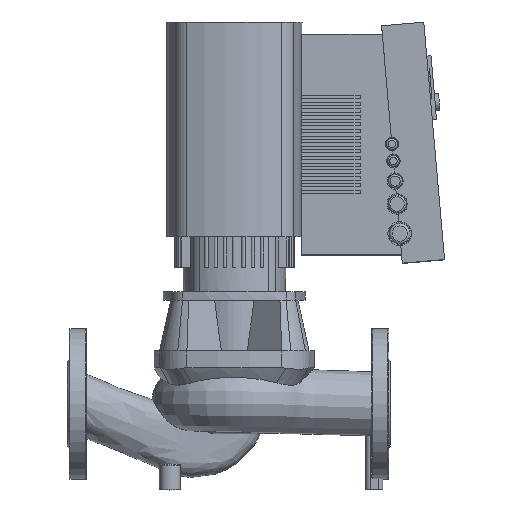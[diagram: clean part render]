
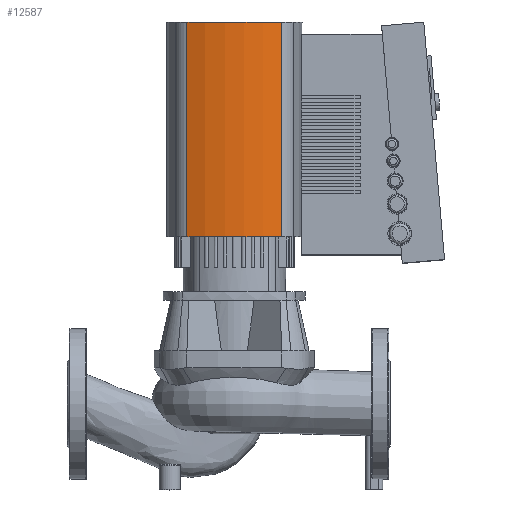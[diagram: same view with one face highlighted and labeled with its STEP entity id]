
A CAD part, top view. The second image highlights one B-rep face of the part: STEP entity #12587.
In plain terms, the highlighted cylindrical face has radius 150.508 mm (diameter 301.016 mm), a partial arc.
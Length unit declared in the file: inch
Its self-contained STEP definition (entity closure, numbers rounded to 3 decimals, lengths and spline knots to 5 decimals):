
#1511=FACE_OUTER_BOUND('',#2239,.T.);
#2239=EDGE_LOOP('',(#11698,#11699,#11700,#11701));
#3434=LINE('',#32146,#4626);
#3436=LINE('',#32154,#4628);
#4626=VECTOR('',#17522,0.3937);
#4628=VECTOR('',#17530,0.3937);
#5112=CIRCLE('',#14041,5.92551);
#5113=CIRCLE('',#14042,5.92551);
#6292=VERTEX_POINT('',#32143);
#6293=VERTEX_POINT('',#32145);
#6295=VERTEX_POINT('',#32151);
#6296=VERTEX_POINT('',#32153);
#8101=EDGE_CURVE('',#6292,#6293,#3434,.T.);
#8104=EDGE_CURVE('',#6292,#6295,#5112,.T.);
#8105=EDGE_CURVE('',#6296,#6295,#3436,.T.);
#8106=EDGE_CURVE('',#6296,#6293,#5113,.T.);
#11698=ORIENTED_EDGE('',*,*,#8101,.F.);
#11699=ORIENTED_EDGE('',*,*,#8104,.T.);
#11700=ORIENTED_EDGE('',*,*,#8105,.F.);
#11701=ORIENTED_EDGE('',*,*,#8106,.T.);
#11898=CYLINDRICAL_SURFACE('',#14040,5.92551);
#12587=ADVANCED_FACE('',(#1511),#11898,.T.);
#14040=AXIS2_PLACEMENT_3D('',#32150,#17526,#17527);
#14041=AXIS2_PLACEMENT_3D('',#32152,#17528,#17529);
#14042=AXIS2_PLACEMENT_3D('',#32155,#17531,#17532);
#17522=DIRECTION('',(0.,1.,0.));
#17526=DIRECTION('center_axis',(0.,-1.,0.));
#17527=DIRECTION('ref_axis',(0.435,0.,0.9));
#17528=DIRECTION('center_axis',(0.,1.,0.));
#17529=DIRECTION('ref_axis',(0.435,0.,0.9));
#17530=DIRECTION('',(0.,-1.,0.));
#17531=DIRECTION('center_axis',(0.,-1.,0.));
#17532=DIRECTION('ref_axis',(0.435,0.,0.9));
#32143=CARTESIAN_POINT('',(5.55035,7.77558,2.74668));
#32145=CARTESIAN_POINT('',(5.55035,17.73619,2.74668));
#32146=CARTESIAN_POINT('',(5.55035,17.73619,2.74668));
#32150=CARTESIAN_POINT('Origin',(7.74802,17.73619,-2.75623));
#32151=CARTESIAN_POINT('',(9.94568,7.77558,2.74668));
#32152=CARTESIAN_POINT('Origin',(7.74802,7.77558,-2.75623));
#32153=CARTESIAN_POINT('',(9.94568,17.73619,2.74668));
#32154=CARTESIAN_POINT('',(9.94568,17.73619,2.74668));
#32155=CARTESIAN_POINT('Origin',(7.74802,17.73619,-2.75623));
